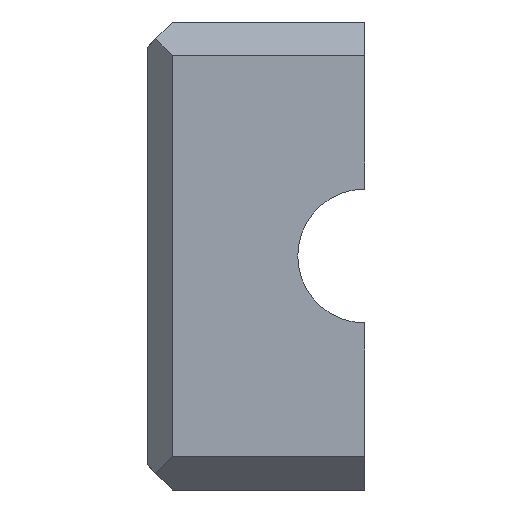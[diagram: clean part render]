
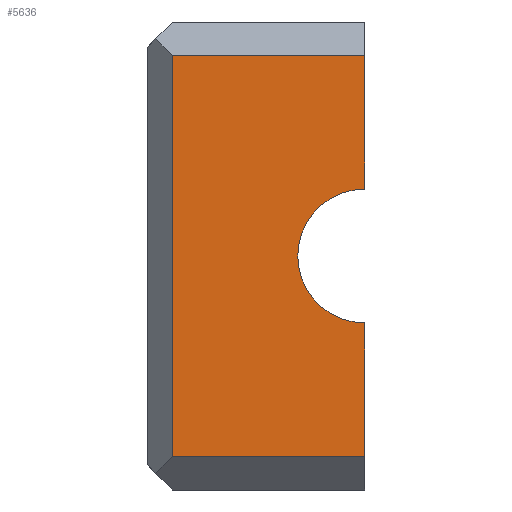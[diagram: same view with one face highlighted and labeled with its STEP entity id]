
A CAD part, left-side view. The second image highlights one B-rep face of the part: STEP entity #5636.
In plain terms, the highlighted planar face has unit normal (-1, 0, 0).
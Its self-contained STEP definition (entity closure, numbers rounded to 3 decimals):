
#1965 = PLANE('',#1966);
#1966 = AXIS2_PLACEMENT_3D('',#1967,#1968,#1969);
#1967 = CARTESIAN_POINT('',(-58.25,12.25,0.));
#1968 = DIRECTION('',(-0.707,0.707,0.));
#1969 = DIRECTION('',(0.,0.,1.));
#2294 = PLANE('',#2295);
#2295 = AXIS2_PLACEMENT_3D('',#2296,#2297,#2298);
#2296 = CARTESIAN_POINT('',(-58.,8.25,-13.));
#2297 = DIRECTION('',(-0.707,0.,
    -0.707));
#2298 = DIRECTION('',(-0.707,0.,0.707));
#2403 = PLANE('',#2404);
#2404 = AXIS2_PLACEMENT_3D('',#2405,#2406,#2407);
#2405 = CARTESIAN_POINT('',(31.,0.,-14.));
#2406 = DIRECTION('',(0.,-1.,0.));
#2407 = DIRECTION('',(0.,0.,1.));
#2702 = PLANE('',#2703);
#2703 = AXIS2_PLACEMENT_3D('',#2704,#2705,#2706);
#2704 = CARTESIAN_POINT('',(-58.,2.75,13.));
#2705 = DIRECTION('',(-0.707,0.,0.707
    ));
#2706 = DIRECTION('',(0.707,0.,0.707));
#2780 = PLANE('',#2781);
#2781 = AXIS2_PLACEMENT_3D('',#2782,#2783,#2784);
#2782 = CARTESIAN_POINT('',(31.,0.,4.));
#2783 = DIRECTION('',(0.,-1.,0.));
#2784 = DIRECTION('',(0.,0.,1.));
#2850 = VERTEX_POINT('',#2851);
#2851 = CARTESIAN_POINT('',(-59.,11.5,12.));
#2872 = EDGE_CURVE('',#2850,#2873,#2875,.T.);
#2873 = VERTEX_POINT('',#2874);
#2874 = CARTESIAN_POINT('',(-59.,0.,12.));
#2875 = SURFACE_CURVE('',#2876,(#2880,#2887),.PCURVE_S1.);
#2876 = LINE('',#2877,#2878);
#2877 = CARTESIAN_POINT('',(-59.,2.75,12.));
#2878 = VECTOR('',#2879,1.);
#2879 = DIRECTION('',(0.,-1.,0.));
#2880 = PCURVE('',#2702,#2881);
#2881 = DEFINITIONAL_REPRESENTATION('',(#2882),#2886);
#2882 = LINE('',#2883,#2884);
#2883 = CARTESIAN_POINT('',(-1.414,0.));
#2884 = VECTOR('',#2885,1.);
#2885 = DIRECTION('',(0.,-1.));
#2886 = ( GEOMETRIC_REPRESENTATION_CONTEXT(2) 
PARAMETRIC_REPRESENTATION_CONTEXT() REPRESENTATION_CONTEXT('2D SPACE',''
  ) );
#2887 = PCURVE('',#2888,#2893);
#2888 = PLANE('',#2889);
#2889 = AXIS2_PLACEMENT_3D('',#2890,#2891,#2892);
#2890 = CARTESIAN_POINT('',(-59.,5.5,0.));
#2891 = DIRECTION('',(-1.,0.,0.));
#2892 = DIRECTION('',(0.,0.,1.));
#2893 = DEFINITIONAL_REPRESENTATION('',(#2894),#2898);
#2894 = LINE('',#2895,#2896);
#2895 = CARTESIAN_POINT('',(12.,-2.75));
#2896 = VECTOR('',#2897,1.);
#2897 = DIRECTION('',(0.,-1.));
#2898 = ( GEOMETRIC_REPRESENTATION_CONTEXT(2) 
PARAMETRIC_REPRESENTATION_CONTEXT() REPRESENTATION_CONTEXT('2D SPACE',''
  ) );
#2929 = VERTEX_POINT('',#2930);
#2930 = CARTESIAN_POINT('',(-59.,11.5,-12.));
#2951 = EDGE_CURVE('',#2929,#2850,#2952,.T.);
#2952 = SURFACE_CURVE('',#2953,(#2957,#2964),.PCURVE_S1.);
#2953 = LINE('',#2954,#2955);
#2954 = CARTESIAN_POINT('',(-59.,11.5,0.));
#2955 = VECTOR('',#2956,1.);
#2956 = DIRECTION('',(0.,0.,1.));
#2957 = PCURVE('',#1965,#2958);
#2958 = DEFINITIONAL_REPRESENTATION('',(#2959),#2963);
#2959 = LINE('',#2960,#2961);
#2960 = CARTESIAN_POINT('',(0.,-1.061));
#2961 = VECTOR('',#2962,1.);
#2962 = DIRECTION('',(1.,0.));
#2963 = ( GEOMETRIC_REPRESENTATION_CONTEXT(2) 
PARAMETRIC_REPRESENTATION_CONTEXT() REPRESENTATION_CONTEXT('2D SPACE',''
  ) );
#2964 = PCURVE('',#2888,#2965);
#2965 = DEFINITIONAL_REPRESENTATION('',(#2966),#2970);
#2966 = LINE('',#2967,#2968);
#2967 = CARTESIAN_POINT('',(0.,6.));
#2968 = VECTOR('',#2969,1.);
#2969 = DIRECTION('',(1.,0.));
#2970 = ( GEOMETRIC_REPRESENTATION_CONTEXT(2) 
PARAMETRIC_REPRESENTATION_CONTEXT() REPRESENTATION_CONTEXT('2D SPACE',''
  ) );
#2979 = VERTEX_POINT('',#2980);
#2980 = CARTESIAN_POINT('',(-59.,0.,-12.));
#3001 = EDGE_CURVE('',#2979,#2929,#3002,.T.);
#3002 = SURFACE_CURVE('',#3003,(#3007,#3014),.PCURVE_S1.);
#3003 = LINE('',#3004,#3005);
#3004 = CARTESIAN_POINT('',(-59.,8.25,-12.));
#3005 = VECTOR('',#3006,1.);
#3006 = DIRECTION('',(0.,1.,0.));
#3007 = PCURVE('',#2294,#3008);
#3008 = DEFINITIONAL_REPRESENTATION('',(#3009),#3013);
#3009 = LINE('',#3010,#3011);
#3010 = CARTESIAN_POINT('',(1.414,0.));
#3011 = VECTOR('',#3012,1.);
#3012 = DIRECTION('',(0.,1.));
#3013 = ( GEOMETRIC_REPRESENTATION_CONTEXT(2) 
PARAMETRIC_REPRESENTATION_CONTEXT() REPRESENTATION_CONTEXT('2D SPACE',''
  ) );
#3014 = PCURVE('',#2888,#3015);
#3015 = DEFINITIONAL_REPRESENTATION('',(#3016),#3020);
#3016 = LINE('',#3017,#3018);
#3017 = CARTESIAN_POINT('',(-12.,2.75));
#3018 = VECTOR('',#3019,1.);
#3019 = DIRECTION('',(0.,1.));
#3020 = ( GEOMETRIC_REPRESENTATION_CONTEXT(2) 
PARAMETRIC_REPRESENTATION_CONTEXT() REPRESENTATION_CONTEXT('2D SPACE',''
  ) );
#3216 = CYLINDRICAL_SURFACE('',#3217,4.);
#3217 = AXIS2_PLACEMENT_3D('',#3218,#3219,#3220);
#3218 = CARTESIAN_POINT('',(31.,0.,0.));
#3219 = DIRECTION('',(-1.,0.,0.));
#3220 = DIRECTION('',(0.,0.,1.));
#3386 = VERTEX_POINT('',#3387);
#3387 = CARTESIAN_POINT('',(-59.,0.,-4.));
#3408 = EDGE_CURVE('',#3386,#2979,#3409,.T.);
#3409 = SURFACE_CURVE('',#3410,(#3414,#3421),.PCURVE_S1.);
#3410 = LINE('',#3411,#3412);
#3411 = CARTESIAN_POINT('',(-59.,0.,-7.));
#3412 = VECTOR('',#3413,1.);
#3413 = DIRECTION('',(0.,0.,-1.));
#3414 = PCURVE('',#2403,#3415);
#3415 = DEFINITIONAL_REPRESENTATION('',(#3416),#3420);
#3416 = LINE('',#3417,#3418);
#3417 = CARTESIAN_POINT('',(7.,90.));
#3418 = VECTOR('',#3419,1.);
#3419 = DIRECTION('',(-1.,-0.));
#3420 = ( GEOMETRIC_REPRESENTATION_CONTEXT(2) 
PARAMETRIC_REPRESENTATION_CONTEXT() REPRESENTATION_CONTEXT('2D SPACE',''
  ) );
#3421 = PCURVE('',#2888,#3422);
#3422 = DEFINITIONAL_REPRESENTATION('',(#3423),#3427);
#3423 = LINE('',#3424,#3425);
#3424 = CARTESIAN_POINT('',(-7.,-5.5));
#3425 = VECTOR('',#3426,1.);
#3426 = DIRECTION('',(-1.,0.));
#3427 = ( GEOMETRIC_REPRESENTATION_CONTEXT(2) 
PARAMETRIC_REPRESENTATION_CONTEXT() REPRESENTATION_CONTEXT('2D SPACE',''
  ) );
#3652 = EDGE_CURVE('',#2873,#3653,#3655,.T.);
#3653 = VERTEX_POINT('',#3654);
#3654 = CARTESIAN_POINT('',(-59.,0.,4.));
#3655 = SURFACE_CURVE('',#3656,(#3660,#3667),.PCURVE_S1.);
#3656 = LINE('',#3657,#3658);
#3657 = CARTESIAN_POINT('',(-59.,0.,2.));
#3658 = VECTOR('',#3659,1.);
#3659 = DIRECTION('',(0.,0.,-1.));
#3660 = PCURVE('',#2780,#3661);
#3661 = DEFINITIONAL_REPRESENTATION('',(#3662),#3666);
#3662 = LINE('',#3663,#3664);
#3663 = CARTESIAN_POINT('',(-2.,90.));
#3664 = VECTOR('',#3665,1.);
#3665 = DIRECTION('',(-1.,-0.));
#3666 = ( GEOMETRIC_REPRESENTATION_CONTEXT(2) 
PARAMETRIC_REPRESENTATION_CONTEXT() REPRESENTATION_CONTEXT('2D SPACE',''
  ) );
#3667 = PCURVE('',#2888,#3668);
#3668 = DEFINITIONAL_REPRESENTATION('',(#3669),#3673);
#3669 = LINE('',#3670,#3671);
#3670 = CARTESIAN_POINT('',(2.,-5.5));
#3671 = VECTOR('',#3672,1.);
#3672 = DIRECTION('',(-1.,0.));
#3673 = ( GEOMETRIC_REPRESENTATION_CONTEXT(2) 
PARAMETRIC_REPRESENTATION_CONTEXT() REPRESENTATION_CONTEXT('2D SPACE',''
  ) );
#5615 = EDGE_CURVE('',#3653,#3386,#5616,.T.);
#5616 = SURFACE_CURVE('',#5617,(#5622,#5629),.PCURVE_S1.);
#5617 = CIRCLE('',#5618,4.);
#5618 = AXIS2_PLACEMENT_3D('',#5619,#5620,#5621);
#5619 = CARTESIAN_POINT('',(-59.,0.,0.));
#5620 = DIRECTION('',(-1.,0.,0.));
#5621 = DIRECTION('',(0.,0.,1.));
#5622 = PCURVE('',#3216,#5623);
#5623 = DEFINITIONAL_REPRESENTATION('',(#5624),#5628);
#5624 = LINE('',#5625,#5626);
#5625 = CARTESIAN_POINT('',(0.,90.));
#5626 = VECTOR('',#5627,1.);
#5627 = DIRECTION('',(1.,0.));
#5628 = ( GEOMETRIC_REPRESENTATION_CONTEXT(2) 
PARAMETRIC_REPRESENTATION_CONTEXT() REPRESENTATION_CONTEXT('2D SPACE',''
  ) );
#5629 = PCURVE('',#2888,#5630);
#5630 = DEFINITIONAL_REPRESENTATION('',(#5631),#5635);
#5631 = CIRCLE('',#5632,4.);
#5632 = AXIS2_PLACEMENT_2D('',#5633,#5634);
#5633 = CARTESIAN_POINT('',(0.,-5.5));
#5634 = DIRECTION('',(1.,0.));
#5635 = ( GEOMETRIC_REPRESENTATION_CONTEXT(2) 
PARAMETRIC_REPRESENTATION_CONTEXT() REPRESENTATION_CONTEXT('2D SPACE',''
  ) );
#5636 = ADVANCED_FACE('',(#5637),#2888,.T.);
#5637 = FACE_BOUND('',#5638,.T.);
#5638 = EDGE_LOOP('',(#5639,#5640,#5641,#5642,#5643,#5644));
#5639 = ORIENTED_EDGE('',*,*,#2951,.F.);
#5640 = ORIENTED_EDGE('',*,*,#3001,.F.);
#5641 = ORIENTED_EDGE('',*,*,#3408,.F.);
#5642 = ORIENTED_EDGE('',*,*,#5615,.F.);
#5643 = ORIENTED_EDGE('',*,*,#3652,.F.);
#5644 = ORIENTED_EDGE('',*,*,#2872,.F.);
